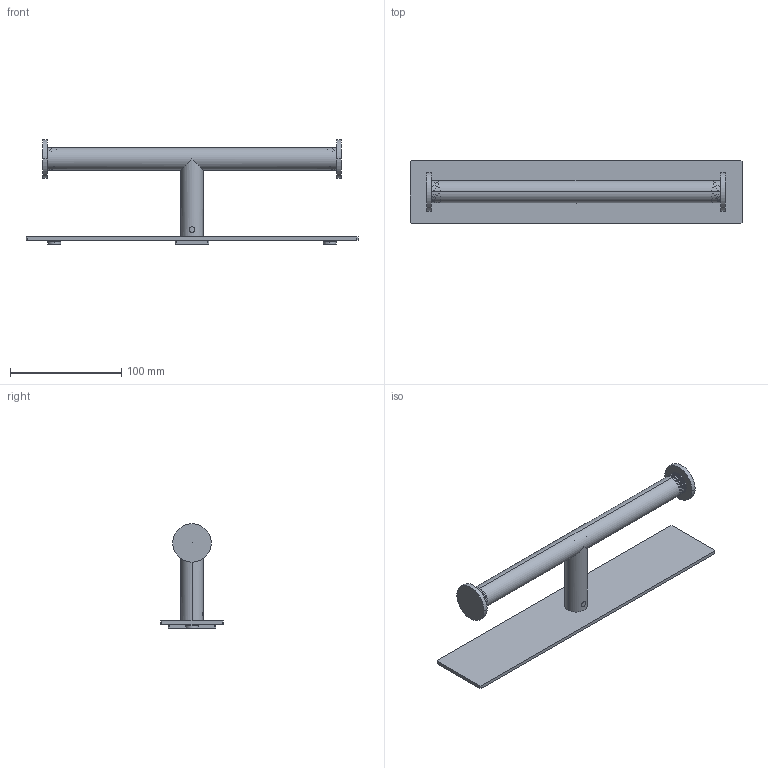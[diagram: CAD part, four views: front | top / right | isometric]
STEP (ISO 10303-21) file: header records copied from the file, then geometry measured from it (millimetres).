
FILE_DESCRIPTION((''),'2;1');
FILE_NAME('2809','2022-02-14T13:20:34',('jinson.thomas'),(''),'CREO PARAMETRIC BY PTC INC, 2018400','CREO PARAMETRIC BY PTC INC, 2018400','');
FILE_SCHEMA(('CONFIG_CONTROL_DESIGN'));
Length unit declared in the file: inch
Products named in the file (1): 2809
Bounding box: 297.99 x 55.88 x 93.87 mm (x, y, z)
Volume: 86927.9 mm3; surface area: 80866.8 mm2
Topology: 1 solids, 2 shells, 200 faces, 562 edges, 362 vertices
Faces by surface type: cylinder 101, bspline 42, plane 41, torus 12, cone 4
Entity records: 27237 total; most frequent: CARTESIAN_POINT 22586, ORIENTED_EDGE 1116, DIRECTION 717, EDGE_CURVE 558, VERTEX_POINT 362, AXIS2_PLACEMENT_3D 267, B_SPLINE_CURVE_WITH_KNOTS 266, EDGE_LOOP 220
